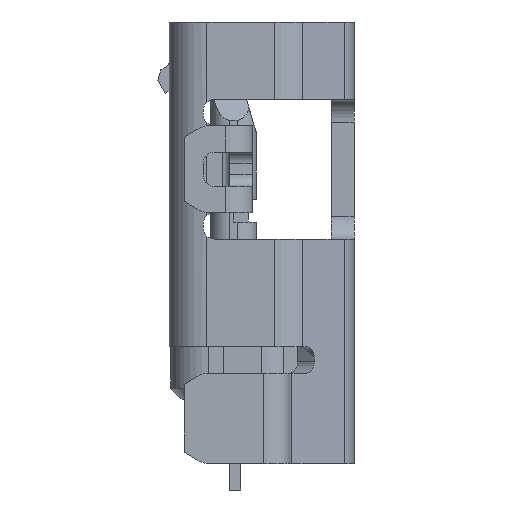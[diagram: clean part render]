
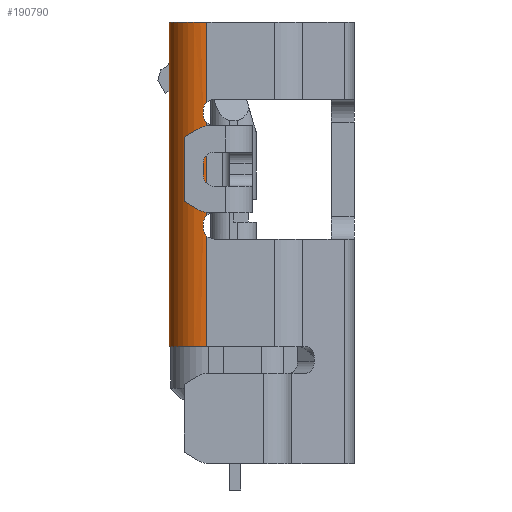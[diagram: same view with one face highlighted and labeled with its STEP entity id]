
A CAD part, left-side view. The second image highlights one B-rep face of the part: STEP entity #190790.
In plain terms, the highlighted cylindrical face has radius 0.5 mm (diameter 1 mm), a partial arc.
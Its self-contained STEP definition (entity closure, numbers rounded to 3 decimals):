
#163020=CARTESIAN_POINT('',(0.,4.025,
-0.565));
#163030=DIRECTION('',(-1.,0.,0.));
#163040=DIRECTION('',(0.,0.,-1.));
#163050=AXIS2_PLACEMENT_3D('',#163020,#163030,#163040);
#163060=CYLINDRICAL_SURFACE('',#163050,0.15);
#163120=CARTESIAN_POINT('',(-3.75,3.913,
-0.665));
#163130=VERTEX_POINT('',#163120);
#163160=CARTESIAN_POINT('',(-3.25,-0.6,
-0.665));
#163170=DIRECTION('',(0.,1.,0.));
#163180=DIRECTION('',(1.,0.,0.));
#163190=AXIS2_PLACEMENT_3D('',#163160,#163170,#163180);
#163200=CYLINDRICAL_SURFACE('',#163190,0.5);
#163210=CARTESIAN_POINT('',(-3.75,3.913,
-0.665));
#163220=CARTESIAN_POINT('',(-3.75,3.92,
-0.673));
#163230=CARTESIAN_POINT('',(-3.75,3.928,
-0.68));
#163240=CARTESIAN_POINT('',(-3.75,3.937,
-0.686));
#163250=CARTESIAN_POINT('',(-3.749,3.945,
-0.692));
#163260=CARTESIAN_POINT('',(-3.749,3.954,
-0.698));
#163270=CARTESIAN_POINT('',(-3.749,3.964,
-0.702));
#163280=CARTESIAN_POINT('',(-3.748,3.973,
-0.706));
#163290=CARTESIAN_POINT('',(-3.748,3.984,
-0.71));
#163300=CARTESIAN_POINT('',(-3.748,3.994,
-0.712));
#163310=CARTESIAN_POINT('',(-3.748,4.004,
-0.714));
#163320=CARTESIAN_POINT('',(-3.747,4.015,
-0.715));
#163330=CARTESIAN_POINT('',(-3.747,4.025,
-0.715));
#163340=B_SPLINE_CURVE_WITH_KNOTS('',3,(#163210,#163220,#163230,#163240,
#163250,#163260,#163270,#163280,#163290,#163300,#163310,#163320,#163330)
,.UNSPECIFIED.,.F.,.F.,(4,3,3,3,4),(0.,0.032,
0.063,0.095,0.126),.UNSPECIFIED.);
#163350=SURFACE_CURVE('',#163340,(#163060,#163200),.CURVE_3D.);
#163360=CARTESIAN_POINT('',(-3.747,4.025,
-0.715));
#163370=VERTEX_POINT('',#163360);
#163380=EDGE_CURVE('',#163130,#163370,#163350,.T.);
#167080=CARTESIAN_POINT('',(-3.25,5.25,
-1.165));
#167090=VERTEX_POINT('',#167080);
#167120=CARTESIAN_POINT('',(-3.25,0.95,
-1.165));
#167130=DIRECTION('',(0.,1.,0.));
#167140=VECTOR('',#167130,4.3);
#167150=LINE('',#167120,#167140);
#167160=CARTESIAN_POINT('',(-3.25,0.95,
-1.165));
#167170=VERTEX_POINT('',#167160);
#167180=EDGE_CURVE('',#167170,#167090,#167150,.T.);
#180670=CARTESIAN_POINT('',(-3.75,2.525,
-0.565));
#180680=DIRECTION('',(-1.,0.,0.));
#180690=DIRECTION('',(0.,1.,0.));
#180700=AXIS2_PLACEMENT_3D('',#180670,#180680,#180690);
#180710=CYLINDRICAL_SURFACE('',#180700,0.15);
#180720=CARTESIAN_POINT('',(-3.747,2.525,
-0.715));
#180730=CARTESIAN_POINT('',(-3.747,2.515,
-0.715));
#180740=CARTESIAN_POINT('',(-3.748,2.504,
-0.714));
#180750=CARTESIAN_POINT('',(-3.748,2.494,
-0.712));
#180760=CARTESIAN_POINT('',(-3.748,2.483,
-0.71));
#180770=CARTESIAN_POINT('',(-3.748,2.473,
-0.706));
#180780=CARTESIAN_POINT('',(-3.749,2.464,
-0.702));
#180790=CARTESIAN_POINT('',(-3.749,2.454,
-0.698));
#180800=CARTESIAN_POINT('',(-3.749,2.445,
-0.692));
#180810=CARTESIAN_POINT('',(-3.75,2.437,
-0.686));
#180820=CARTESIAN_POINT('',(-3.75,2.428,
-0.68));
#180830=CARTESIAN_POINT('',(-3.75,2.42,
-0.673));
#180840=CARTESIAN_POINT('',(-3.75,2.413,
-0.665));
#180850=B_SPLINE_CURVE_WITH_KNOTS('',3,(#180720,#180730,#180740,#180750,
#180760,#180770,#180780,#180790,#180800,#180810,#180820,#180830,#180840)
,.UNSPECIFIED.,.F.,.F.,(4,3,3,3,4),(0.,0.031,
0.063,0.095,0.126),.UNSPECIFIED.);
#180860=SURFACE_CURVE('',#180850,(#180710,#163200),.CURVE_3D.);
#180870=CARTESIAN_POINT('',(-3.747,2.525,
-0.715));
#180880=VERTEX_POINT('',#180870);
#180890=CARTESIAN_POINT('',(-3.75,2.413,
-0.665));
#180900=VERTEX_POINT('',#180890);
#180910=EDGE_CURVE('',#180880,#180900,#180860,.T.);
#181630=CARTESIAN_POINT('',(-3.75,2.687,
-0.665));
#181640=VERTEX_POINT('',#181630);
#181670=CARTESIAN_POINT('',(-3.75,-0.6,
-0.665));
#181680=DIRECTION('',(0.,1.,0.));
#181690=VECTOR('',#181680,1.);
#181700=LINE('',#181670,#181690);
#181710=EDGE_CURVE('',#181640,#163130,#181700,.T.);
#182180=CARTESIAN_POINT('',(-3.75,4.075,
-0.565));
#182190=DIRECTION('',(-1.,0.,0.));
#182200=DIRECTION('',(0.,1.,0.));
#182210=AXIS2_PLACEMENT_3D('',#182180,#182190,#182200);
#182220=CYLINDRICAL_SURFACE('',#182210,0.15);
#182230=CARTESIAN_POINT('',(-3.75,4.187,
-0.665));
#182240=CARTESIAN_POINT('',(-3.75,4.18,
-0.673));
#182250=CARTESIAN_POINT('',(-3.75,4.172,
-0.68));
#182260=CARTESIAN_POINT('',(-3.75,4.163,
-0.686));
#182270=CARTESIAN_POINT('',(-3.749,4.155,
-0.692));
#182280=CARTESIAN_POINT('',(-3.749,4.146,
-0.698));
#182290=CARTESIAN_POINT('',(-3.749,4.136,
-0.702));
#182300=CARTESIAN_POINT('',(-3.748,4.127,
-0.706));
#182310=CARTESIAN_POINT('',(-3.748,4.117,
-0.71));
#182320=CARTESIAN_POINT('',(-3.748,4.106,
-0.712));
#182330=CARTESIAN_POINT('',(-3.748,4.096,
-0.714));
#182340=CARTESIAN_POINT('',(-3.747,4.086,
-0.715));
#182350=CARTESIAN_POINT('',(-3.747,4.075,
-0.715));
#182360=B_SPLINE_CURVE_WITH_KNOTS('',3,(#182230,#182240,#182250,#182260,
#182270,#182280,#182290,#182300,#182310,#182320,#182330,#182340,#182350)
,.UNSPECIFIED.,.F.,.F.,(4,3,3,3,4),(0.,0.032,
0.063,0.095,0.126),.UNSPECIFIED.);
#182370=SURFACE_CURVE('',#182360,(#182220,#163200),.CURVE_3D.);
#182380=CARTESIAN_POINT('',(-3.75,4.187,
-0.665));
#182390=VERTEX_POINT('',#182380);
#182400=CARTESIAN_POINT('',(-3.747,4.075,
-0.715));
#182410=VERTEX_POINT('',#182400);
#182420=EDGE_CURVE('',#182390,#182410,#182370,.T.);
#182990=CARTESIAN_POINT('',(-3.75,5.25,
-0.665));
#183000=VERTEX_POINT('',#182990);
#183010=EDGE_CURVE('',#182390,#183000,#181700,.T.);
#186080=CARTESIAN_POINT('',(-3.25,5.25,
-0.665));
#186090=DIRECTION('',(0.,-1.,0.));
#186100=DIRECTION('',(-1.,0.,0.));
#186110=AXIS2_PLACEMENT_3D('',#186080,#186090,#186100);
#186120=CIRCLE('',#186110,0.5);
#186130=EDGE_CURVE('',#183000,#167090,#186120,.T.);
#189090=CARTESIAN_POINT('',(0.,2.575,
-0.565));
#189100=DIRECTION('',(-1.,0.,0.));
#189110=DIRECTION('',(0.,0.,-1.));
#189120=AXIS2_PLACEMENT_3D('',#189090,#189100,#189110);
#189130=CYLINDRICAL_SURFACE('',#189120,0.15);
#189960=CARTESIAN_POINT('',(-3.747,-0.6,
-0.715));
#189970=DIRECTION('',(0.,1.,0.));
#189980=VECTOR('',#189970,1.);
#189990=LINE('',#189960,#189980);
#190000=CARTESIAN_POINT('',(-3.747,2.575,
-0.715));
#190010=VERTEX_POINT('',#190000);
#190020=EDGE_CURVE('',#180880,#190010,#189990,.T.);
#190130=CARTESIAN_POINT('',(-3.747,2.575,
-0.715));
#190140=CARTESIAN_POINT('',(-3.747,2.586,
-0.715));
#190150=CARTESIAN_POINT('',(-3.748,2.596,
-0.714));
#190160=CARTESIAN_POINT('',(-3.748,2.606,
-0.712));
#190170=CARTESIAN_POINT('',(-3.748,2.617,
-0.71));
#190180=CARTESIAN_POINT('',(-3.748,2.627,
-0.706));
#190190=CARTESIAN_POINT('',(-3.749,2.636,
-0.702));
#190200=CARTESIAN_POINT('',(-3.749,2.646,
-0.698));
#190210=CARTESIAN_POINT('',(-3.749,2.655,
-0.692));
#190220=CARTESIAN_POINT('',(-3.75,2.663,
-0.686));
#190230=CARTESIAN_POINT('',(-3.75,2.672,
-0.68));
#190240=CARTESIAN_POINT('',(-3.75,2.68,
-0.673));
#190250=CARTESIAN_POINT('',(-3.75,2.687,
-0.665));
#190260=B_SPLINE_CURVE_WITH_KNOTS('',3,(#190130,#190140,#190150,#190160,
#190170,#190180,#190190,#190200,#190210,#190220,#190230,#190240,#190250)
,.UNSPECIFIED.,.F.,.F.,(4,3,3,3,4),(0.,0.031,
0.063,0.095,0.126),.UNSPECIFIED.);
#190270=SURFACE_CURVE('',#190260,(#189130,#163200),.CURVE_3D.);
#190280=EDGE_CURVE('',#190010,#181640,#190270,.T.);
#190510=ORIENTED_EDGE('',*,*,#180910,.F.);
#190520=CARTESIAN_POINT('',(-3.75,0.95,
-0.665));
#190530=VERTEX_POINT('',#190520);
#190540=EDGE_CURVE('',#190530,#180900,#181700,.T.);
#190550=ORIENTED_EDGE('',*,*,#190540,.T.);
#190560=CARTESIAN_POINT('',(-3.25,0.95,
-0.665));
#190570=DIRECTION('',(0.,1.,0.));
#190580=DIRECTION('',(1.,0.,0.));
#190590=AXIS2_PLACEMENT_3D('',#190560,#190570,#190580);
#190600=CIRCLE('',#190590,0.5);
#190610=EDGE_CURVE('',#167170,#190530,#190600,.T.);
#190620=ORIENTED_EDGE('',*,*,#190610,.T.);
#190630=ORIENTED_EDGE('',*,*,#167180,.F.);
#190640=ORIENTED_EDGE('',*,*,#186130,.T.);
#190650=ORIENTED_EDGE('',*,*,#183010,.T.);
#190660=ORIENTED_EDGE('',*,*,#182420,.F.);
#190670=CARTESIAN_POINT('',(-3.747,-0.6,
-0.715));
#190680=DIRECTION('',(0.,1.,0.));
#190690=VECTOR('',#190680,1.);
#190700=LINE('',#190670,#190690);
#190710=EDGE_CURVE('',#163370,#182410,#190700,.T.);
#190720=ORIENTED_EDGE('',*,*,#190710,.T.);
#190730=ORIENTED_EDGE('',*,*,#163380,.T.);
#190740=ORIENTED_EDGE('',*,*,#181710,.T.);
#190750=ORIENTED_EDGE('',*,*,#190280,.T.);
#190760=ORIENTED_EDGE('',*,*,#190020,.T.);
#190770=EDGE_LOOP('',(#190760,#190750,#190740,#190730,#190720,#190660,
#190650,#190640,#190630,#190620,#190550,#190510));
#190780=FACE_OUTER_BOUND('',#190770,.T.);
#190790=ADVANCED_FACE('',(#190780),#163200,.T.);
